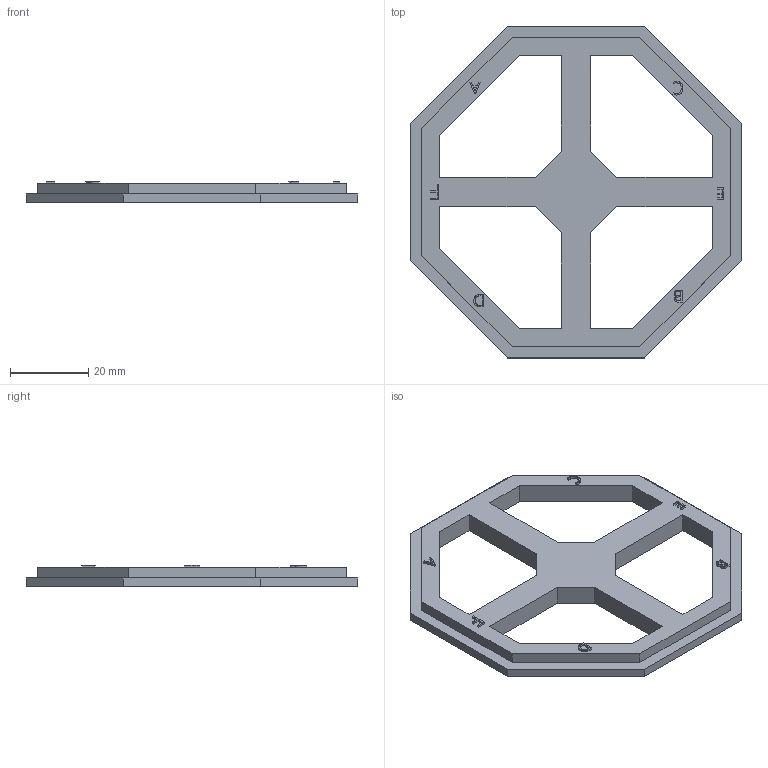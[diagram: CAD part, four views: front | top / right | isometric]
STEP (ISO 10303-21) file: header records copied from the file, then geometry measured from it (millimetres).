
FILE_DESCRIPTION(/* description */ ('STEP AP242','CAx-IF Rec.Pracs.---Representation and Presentation of Product Manufacturing Information (PMI)---4.0---2014-10-13','CAx-IF Rec.Pracs.---3D Tessellated Geometry---0.4---2014-09-14','2;1'),/* implementation_level */ '2;1');
FILE_NAME(/* name */ '6625b7963ffe3d570bedce48',/* time_stamp */ '2024-04-22T01:04:22Z',/* author */ (''),/* organization */ (''),/* preprocessor_version */ 'ST-DEVELOPER v20',/* originating_system */ ' ',/* authorisation */ ' ');
FILE_SCHEMA (('AP242_MANAGED_MODEL_BASED_3D_ENGINEERING_MIM_LF { 1 0 10303 442 1 1 4 }'));
Length unit declared in the file: metre
Products named in the file (1): Part 3
Bounding box: 85 x 85 x 5.5 mm (x, y, z)
Volume: 12778.6 mm3; surface area: 9589.3 mm2
Topology: 1 solids, 1 shells, 142 faces, 387 edges, 258 vertices
Faces by surface type: plane 104, bspline 38
Entity records: 4581 total; most frequent: CARTESIAN_POINT 1206, ORIENTED_EDGE 774, DIRECTION 521, EDGE_CURVE 387, LINE 311, VECTOR 311, VERTEX_POINT 258, EDGE_LOOP 161
